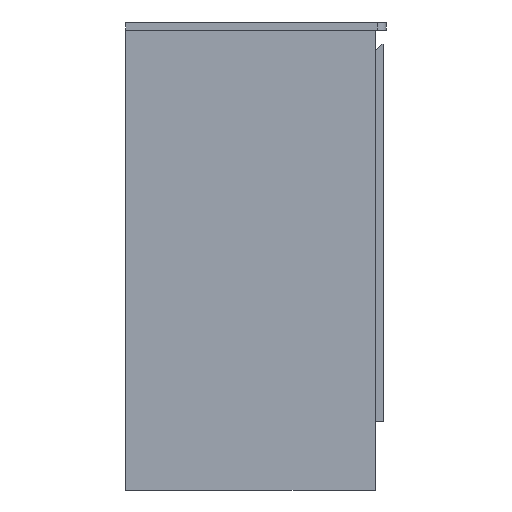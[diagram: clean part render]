
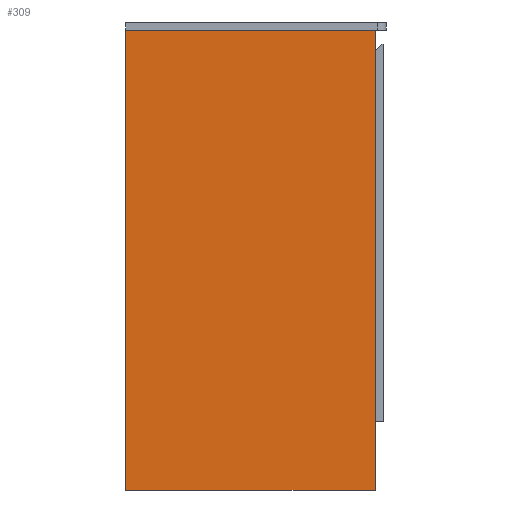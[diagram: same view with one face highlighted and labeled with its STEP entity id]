
A CAD part, left-side view. The second image highlights one B-rep face of the part: STEP entity #309.
In plain terms, the highlighted planar face has unit normal (-1, 0, 0).
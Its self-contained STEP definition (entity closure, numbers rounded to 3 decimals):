
#309=ADVANCED_FACE('',(#622),#4808,.T.);
#622=FACE_OUTER_BOUND('',#963,.T.);
#963=EDGE_LOOP('',(#2119,#2120,#2121,#2122));
#2119=ORIENTED_EDGE('',*,*,#3142,.F.);
#2120=ORIENTED_EDGE('',*,*,#3133,.F.);
#2121=ORIENTED_EDGE('',*,*,#3137,.F.);
#2122=ORIENTED_EDGE('',*,*,#3140,.F.);
#3133=EDGE_CURVE('',#4487,#4488,#3736,.T.);
#3137=EDGE_CURVE('',#4490,#4487,#3740,.T.);
#3140=EDGE_CURVE('',#4492,#4490,#3743,.T.);
#3142=EDGE_CURVE('',#4488,#4492,#3745,.T.);
#3736=B_SPLINE_CURVE_WITH_KNOTS('',1,(#15465,#15466),.UNSPECIFIED.,.F.,
 .F.,(2,2),(-830.,0.),.UNSPECIFIED.);
#3740=B_SPLINE_CURVE_WITH_KNOTS('',1,(#15473,#15474),.UNSPECIFIED.,.F.,
 .F.,(2,2),(-450.,0.),.UNSPECIFIED.);
#3743=B_SPLINE_CURVE_WITH_KNOTS('',1,(#15479,#15480),.UNSPECIFIED.,.F.,
 .F.,(2,2),(-830.,0.),.UNSPECIFIED.);
#3745=B_SPLINE_CURVE_WITH_KNOTS('',1,(#15483,#15484),.UNSPECIFIED.,.F.,
 .F.,(2,2),(-450.,0.),.UNSPECIFIED.);
#4487=VERTEX_POINT('',#15317);
#4488=VERTEX_POINT('',#15318);
#4490=VERTEX_POINT('',#15320);
#4492=VERTEX_POINT('',#15322);
#4808=PLANE('',#5262);
#5262=AXIS2_PLACEMENT_3D('',#15296,#5541,$);
#5541=DIRECTION('',(-1.,0.,0.));
#15296=CARTESIAN_POINT('',(-362.5,-450.01,-0.01));
#15317=CARTESIAN_POINT('',(-362.5,0.,0.));
#15318=CARTESIAN_POINT('',(-362.5,0.,830.));
#15320=CARTESIAN_POINT('',(-362.5,-450.,0.));
#15322=CARTESIAN_POINT('',(-362.5,-450.,830.));
#15465=CARTESIAN_POINT('',(-362.5,0.,0.));
#15466=CARTESIAN_POINT('',(-362.5,0.,830.));
#15473=CARTESIAN_POINT('',(-362.5,-450.,0.));
#15474=CARTESIAN_POINT('',(-362.5,0.,0.));
#15479=CARTESIAN_POINT('',(-362.5,-450.,830.));
#15480=CARTESIAN_POINT('',(-362.5,-450.,0.));
#15483=CARTESIAN_POINT('',(-362.5,0.,830.));
#15484=CARTESIAN_POINT('',(-362.5,-450.,830.));
